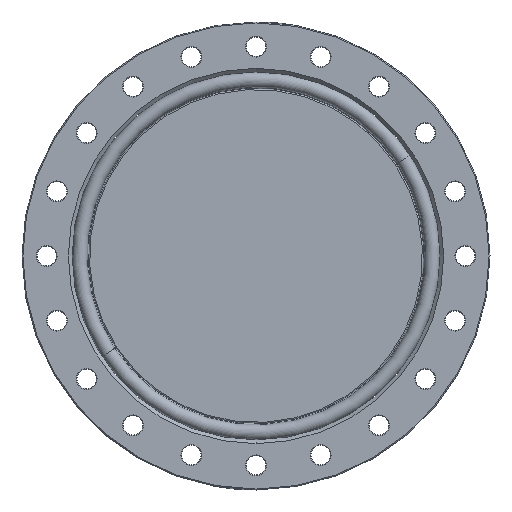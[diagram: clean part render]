
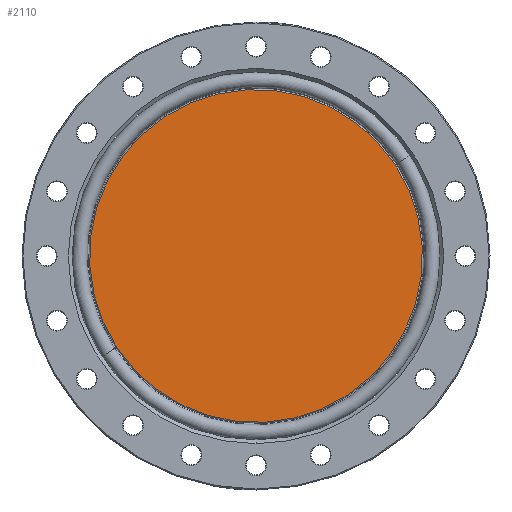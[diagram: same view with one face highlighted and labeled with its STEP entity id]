
A CAD part, front view. The second image highlights one B-rep face of the part: STEP entity #2110.
In plain terms, the highlighted face is planar.
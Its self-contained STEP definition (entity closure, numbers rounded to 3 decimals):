
#345 = CIRCLE ( 'NONE', #1919, 72. ) ;
#355 = VERTEX_POINT ( 'NONE', #1899 ) ;
#1283 = VERTEX_POINT ( 'NONE', #1776 ) ;
#1776 = CARTESIAN_POINT ( 'NONE',  ( 0., 8.5, 72. ) ) ;
#1887 = AXIS2_PLACEMENT_3D ( 'NONE', #3997, #3977, #3756 ) ;
#1899 = CARTESIAN_POINT ( 'NONE',  ( 0., 8.5, -72. ) ) ;
#1919 = AXIS2_PLACEMENT_3D ( 'NONE', #3530, #3324, #3292 ) ;
#2110 = ADVANCED_FACE ( 'NONE', ( #3709 ), #4556, .T. ) ;
#2276 = ORIENTED_EDGE ( 'NONE', *, *, #4841, .T. ) ;
#2431 = AXIS2_PLACEMENT_3D ( 'NONE', #5435, #4540, #4447 ) ;
#2665 = ORIENTED_EDGE ( 'NONE', *, *, #4846, .T. ) ;
#2869 = EDGE_LOOP ( 'NONE', ( #2665, #2276 ) ) ;
#2921 = CIRCLE ( 'NONE', #1887, 72. ) ;
#3292 = DIRECTION ( 'NONE',  ( 0., 0., 1. ) ) ;
#3324 = DIRECTION ( 'NONE',  ( 0., 1., 0. ) ) ;
#3530 = CARTESIAN_POINT ( 'NONE',  ( 0., 8.5, 0. ) ) ;
#3709 = FACE_OUTER_BOUND ( 'NONE', #2869, .T. ) ;
#3756 = DIRECTION ( 'NONE',  ( 0., 0., 1. ) ) ;
#3977 = DIRECTION ( 'NONE',  ( 0., 1., 0. ) ) ;
#3997 = CARTESIAN_POINT ( 'NONE',  ( 0., 8.5, 0. ) ) ;
#4447 = DIRECTION ( 'NONE',  ( 0., 0., 1. ) ) ;
#4540 = DIRECTION ( 'NONE',  ( 0., 1., 0. ) ) ;
#4556 = PLANE ( 'NONE',  #2431 ) ;
#4841 = EDGE_CURVE ( 'NONE', #355, #1283, #2921, .T. ) ;
#4846 = EDGE_CURVE ( 'NONE', #1283, #355, #345, .T. ) ;
#5435 = CARTESIAN_POINT ( 'NONE',  ( 0., 8.5, 0. ) ) ;
